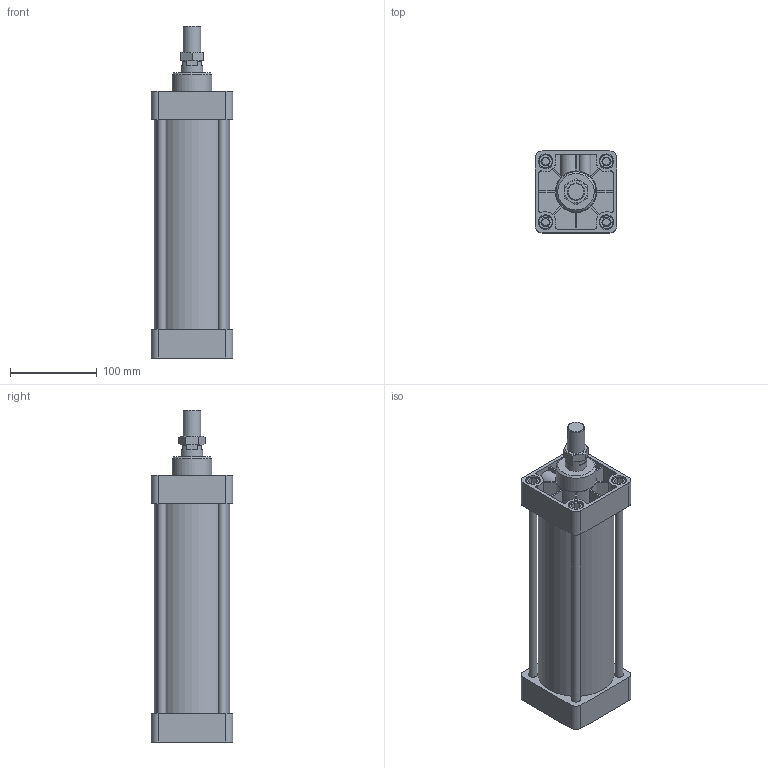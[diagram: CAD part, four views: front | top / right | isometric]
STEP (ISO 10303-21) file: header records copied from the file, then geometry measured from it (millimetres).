
FILE_DESCRIPTION( ( 'STEP AP203' ), '1' );
FILE_NAME( 'TBC80X200-0(0).stp', '2021-09-27T05:12:37', ( 'License CC BY-ND 4.0' ), ( 'CADENAS' ), ' ', 'PARTsolutions', ' ' );
FILE_SCHEMA( ( 'CONFIG_CONTROL_DESIGN' ) );
Length unit declared in the file: millimetre
Products named in the file (3): TBC80X200-0(0); _ TB C 200  80 ; _ TB C  200 10 80_rod
Assembly tree (2 placements, depth 2):
  TBC80X200-0(0)
    _ TB C 200  80 
    _ TB C  200 10 80_rod
Bounding box: 94 x 94 x 382 mm (x, y, z)
Volume: 1009563.3 mm3; surface area: 333806.5 mm2
Topology: 2 solids, 2 shells, 343 faces, 828 edges, 547 vertices
Faces by surface type: plane 224, cylinder 89, cone 20, torus 10
Full cylindrical faces by diameter (mm): 8 x2, 8.376 x8, 10 x6, 10.5 x8, 16 x8, 17 x8, 20 x1, 25 x2, 46 x1, 47.7 x2, 80 x2, 87 x1
Entity records: 10019 total; most frequent: CARTESIAN_POINT 2013, DIRECTION 1663, ORIENTED_EDGE 1506, EDGE_CURVE 753, AXIS2_PLACEMENT_3D 605, VERTEX_POINT 535, EDGE_LOOP 472, LINE 453
